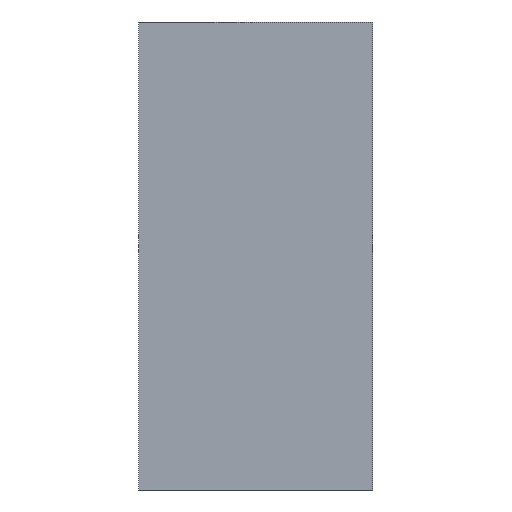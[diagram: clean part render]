
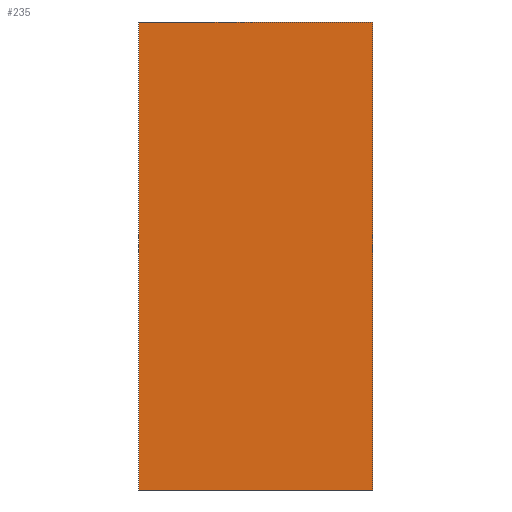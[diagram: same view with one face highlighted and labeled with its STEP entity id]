
A CAD part, left-side view. The second image highlights one B-rep face of the part: STEP entity #235.
In plain terms, the highlighted planar face has unit normal (-1, 0, 0).
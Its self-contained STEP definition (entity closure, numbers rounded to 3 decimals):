
#4 = VERTEX_POINT ( 'NONE', #183 ) ;
#6 = CARTESIAN_POINT ( 'NONE',  ( -4., 21.75, -17. ) ) ;
#10 = CARTESIAN_POINT ( 'NONE',  ( -4., 23.25, -14. ) ) ;
#37 = PLANE ( 'NONE',  #221 ) ;
#46 = CARTESIAN_POINT ( 'NONE',  ( -4., 23.25, -14. ) ) ;
#48 = DIRECTION ( 'NONE',  ( 0., 0., 1. ) ) ;
#52 = DIRECTION ( 'NONE',  ( 0., 0., 1. ) ) ;
#57 = ORIENTED_EDGE ( 'NONE', *, *, #194, .F. ) ;
#61 = VECTOR ( 'NONE', #48, 1000. ) ;
#62 = VERTEX_POINT ( 'NONE', #10 ) ;
#67 = LINE ( 'NONE', #6, #211 ) ;
#88 = EDGE_CURVE ( 'NONE', #148, #94, #139, .T. ) ;
#89 = CARTESIAN_POINT ( 'NONE',  ( -4., 23.25, -17. ) ) ;
#92 = ORIENTED_EDGE ( 'NONE', *, *, #122, .T. ) ;
#94 = VERTEX_POINT ( 'NONE', #119 ) ;
#97 = ORIENTED_EDGE ( 'NONE', *, *, #88, .T. ) ;
#106 = DIRECTION ( 'NONE',  ( 0., 1., 0. ) ) ;
#116 = EDGE_CURVE ( 'NONE', #148, #62, #212, .T. ) ;
#119 = CARTESIAN_POINT ( 'NONE',  ( -4., 21.75, -17. ) ) ;
#122 = EDGE_CURVE ( 'NONE', #94, #4, #67, .T. ) ;
#135 = CARTESIAN_POINT ( 'NONE',  ( -4., 23.25, -17. ) ) ;
#139 = LINE ( 'NONE', #227, #218 ) ;
#141 = VECTOR ( 'NONE', #176, 1000. ) ;
#142 = DIRECTION ( 'NONE',  ( 1., 0., 0. ) ) ;
#148 = VERTEX_POINT ( 'NONE', #224 ) ;
#154 = DIRECTION ( 'NONE',  ( 0., -1., 0. ) ) ;
#176 = DIRECTION ( 'NONE',  ( 0., -1., 0. ) ) ;
#183 = CARTESIAN_POINT ( 'NONE',  ( -4., 21.75, -14. ) ) ;
#194 = EDGE_CURVE ( 'NONE', #62, #4, #208, .T. ) ;
#195 = FACE_OUTER_BOUND ( 'NONE', #236, .T. ) ;
#204 = ORIENTED_EDGE ( 'NONE', *, *, #116, .F. ) ;
#208 = LINE ( 'NONE', #46, #141 ) ;
#211 = VECTOR ( 'NONE', #52, 1000. ) ;
#212 = LINE ( 'NONE', #135, #61 ) ;
#218 = VECTOR ( 'NONE', #154, 1000. ) ;
#221 = AXIS2_PLACEMENT_3D ( 'NONE', #89, #142, #106 ) ;
#224 = CARTESIAN_POINT ( 'NONE',  ( -4., 23.25, -17. ) ) ;
#227 = CARTESIAN_POINT ( 'NONE',  ( -4., 23.25, -17. ) ) ;
#235 = ADVANCED_FACE ( 'NONE', ( #195 ), #37, .F. ) ;
#236 = EDGE_LOOP ( 'NONE', ( #92, #57, #204, #97 ) ) ;
